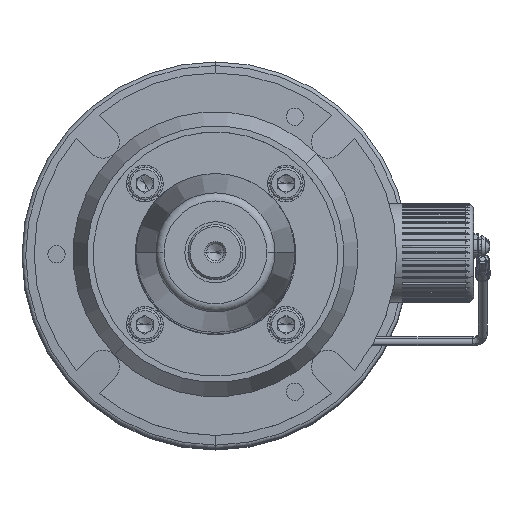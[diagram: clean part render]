
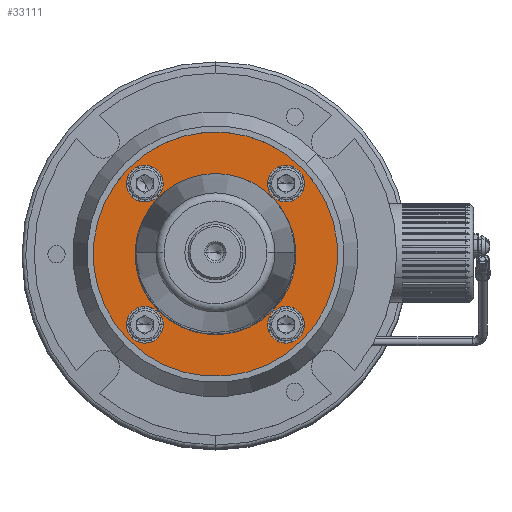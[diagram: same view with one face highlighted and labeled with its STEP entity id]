
A CAD part, top view. The second image highlights one B-rep face of the part: STEP entity #33111.
In plain terms, the highlighted planar face has unit normal (0, 0, 1).
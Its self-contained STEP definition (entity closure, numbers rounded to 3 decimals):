
#592 = FACE_BOUND ( 'NONE', #46083, .T. ) ;
#603 = FACE_BOUND ( 'NONE', #57996, .T. ) ;
#604 = FACE_BOUND ( 'NONE', #58001, .T. ) ;
#610 = FACE_BOUND ( 'NONE', #46088, .T. ) ;
#618 = FACE_OUTER_BOUND ( 'NONE', #57951, .T. ) ;
#627 = FACE_BOUND ( 'NONE', #58045, .T. ) ;
#2747 = ORIENTED_EDGE ( 'NONE', *, *, #18926, .F. ) ;
#12953 = CARTESIAN_POINT ( 'NONE',  ( 0., 0., 123.5 ) ) ;
#12954 = CARTESIAN_POINT ( 'NONE',  ( 34.648, 34.648, 123.5 ) ) ;
#12958 = DIRECTION ( 'NONE',  ( 0., 0., 1. ) ) ;
#12964 = DIRECTION ( 'NONE',  ( 0.707, 0.707, 0. ) ) ;
#12973 = CARTESIAN_POINT ( 'NONE',  ( 34.648, -34.648, 123.5 ) ) ;
#12975 = DIRECTION ( 'NONE',  ( 0., 0., 1. ) ) ;
#12981 = DIRECTION ( 'NONE',  ( 0.707, 0.707, 0. ) ) ;
#12998 = DIRECTION ( 'NONE',  ( 0., 0., 1. ) ) ;
#13018 = DIRECTION ( 'NONE',  ( 0., 0., 1. ) ) ;
#13023 = CARTESIAN_POINT ( 'NONE',  ( -34.648, -34.648, 123.5 ) ) ;
#13024 = DIRECTION ( 'NONE',  ( 0.707, 0.707, 0. ) ) ;
#13036 = DIRECTION ( 'NONE',  ( 0.707, 0.707, 0. ) ) ;
#13049 = CARTESIAN_POINT ( 'NONE',  ( -34.648, 34.648, 123.5 ) ) ;
#13056 = DIRECTION ( 'NONE',  ( 0.707, 0.707, 0. ) ) ;
#13068 = DIRECTION ( 'NONE',  ( 0., 0., 1. ) ) ;
#13098 = CARTESIAN_POINT ( 'NONE',  ( 34.648, 34.648, 123.5 ) ) ;
#13100 = DIRECTION ( 'NONE',  ( 0., 0., 1. ) ) ;
#13102 = DIRECTION ( 'NONE',  ( 0., 0., 1. ) ) ;
#13106 = DIRECTION ( 'NONE',  ( 0.707, 0.707, 0. ) ) ;
#13122 = CARTESIAN_POINT ( 'NONE',  ( 0., 0., 123.5 ) ) ;
#13150 = DIRECTION ( 'NONE',  ( 0.707, 0.707, 0. ) ) ;
#13188 = CARTESIAN_POINT ( 'NONE',  ( 34.648, -34.648, 123.5 ) ) ;
#13199 = DIRECTION ( 'NONE',  ( 0., 0., 1. ) ) ;
#13202 = DIRECTION ( 'NONE',  ( 0.707, 0.707, 0. ) ) ;
#13211 = DIRECTION ( 'NONE',  ( 0., 0., 1. ) ) ;
#13227 = CARTESIAN_POINT ( 'NONE',  ( 0., 0., 123.5 ) ) ;
#13251 = DIRECTION ( 'NONE',  ( 0.707, 0.707, 0. ) ) ;
#13252 = CARTESIAN_POINT ( 'NONE',  ( 0., 0., 123.5 ) ) ;
#13268 = DIRECTION ( 'NONE',  ( 0., 0., 1. ) ) ;
#13275 = DIRECTION ( 'NONE',  ( 0.707, 0.707, 0. ) ) ;
#13304 = CARTESIAN_POINT ( 'NONE',  ( -34.648, -34.648, 123.5 ) ) ;
#13314 = DIRECTION ( 'NONE',  ( 0., 0., 1. ) ) ;
#13316 = DIRECTION ( 'NONE',  ( 0.707, 0.707, 0. ) ) ;
#13330 = DIRECTION ( 'NONE',  ( 0., 0., 1. ) ) ;
#13342 = DIRECTION ( 'NONE',  ( 0.707, 0.707, 0. ) ) ;
#13346 = CARTESIAN_POINT ( 'NONE',  ( -34.648, 34.648, 123.5 ) ) ;
#15175 = PLANE ( 'NONE',  #49491 ) ;
#15176 = CARTESIAN_POINT ( 'NONE',  ( 0., 0., 123.5 ) ) ;
#15181 = DIRECTION ( 'NONE',  ( 0., 0., 1. ) ) ;
#15182 = DIRECTION ( 'NONE',  ( 0.707, 0.707, 0. ) ) ;
#18790 = EDGE_CURVE ( 'NONE', #31075, #31090, #31915, .T. ) ;
#18798 = EDGE_CURVE ( 'NONE', #31084, #31108, #31904, .T. ) ;
#18807 = EDGE_CURVE ( 'NONE', #31088, #31117, #31931, .T. ) ;
#18816 = EDGE_CURVE ( 'NONE', #31098, #31093, #31983, .T. ) ;
#18826 = EDGE_CURVE ( 'NONE', #31107, #31078, #31948, .T. ) ;
#18851 = EDGE_CURVE ( 'NONE', #31090, #31075, #32001, .T. ) ;
#18858 = EDGE_CURVE ( 'NONE', #31108, #31084, #32023, .T. ) ;
#18892 = EDGE_CURVE ( 'NONE', #31117, #31088, #38366, .T. ) ;
#18893 = EDGE_CURVE ( 'NONE', #31085, #31113, #38365, .T. ) ;
#18903 = EDGE_CURVE ( 'NONE', #31113, #31085, #38376, .T. ) ;
#18926 = EDGE_CURVE ( 'NONE', #31093, #31098, #38411, .T. ) ;
#18935 = EDGE_CURVE ( 'NONE', #31078, #31107, #38432, .T. ) ;
#22714 = ORIENTED_EDGE ( 'NONE', *, *, #18858, .F. ) ;
#22729 = ORIENTED_EDGE ( 'NONE', *, *, #18826, .F. ) ;
#22731 = ORIENTED_EDGE ( 'NONE', *, *, #18807, .F. ) ;
#22741 = ORIENTED_EDGE ( 'NONE', *, *, #18816, .F. ) ;
#22768 = ORIENTED_EDGE ( 'NONE', *, *, #18851, .F. ) ;
#22772 = ORIENTED_EDGE ( 'NONE', *, *, #18893, .T. ) ;
#22783 = ORIENTED_EDGE ( 'NONE', *, *, #18892, .F. ) ;
#22805 = ORIENTED_EDGE ( 'NONE', *, *, #18790, .F. ) ;
#22809 = ORIENTED_EDGE ( 'NONE', *, *, #18798, .F. ) ;
#22823 = ORIENTED_EDGE ( 'NONE', *, *, #18903, .T. ) ;
#22887 = ORIENTED_EDGE ( 'NONE', *, *, #18935, .F. ) ;
#31075 = VERTEX_POINT ( 'NONE', #33719 ) ;
#31078 = VERTEX_POINT ( 'NONE', #33699 ) ;
#31084 = VERTEX_POINT ( 'NONE', #33673 ) ;
#31085 = VERTEX_POINT ( 'NONE', #33683 ) ;
#31088 = VERTEX_POINT ( 'NONE', #33689 ) ;
#31090 = VERTEX_POINT ( 'NONE', #33692 ) ;
#31093 = VERTEX_POINT ( 'NONE', #33711 ) ;
#31098 = VERTEX_POINT ( 'NONE', #33696 ) ;
#31107 = VERTEX_POINT ( 'NONE', #33707 ) ;
#31108 = VERTEX_POINT ( 'NONE', #33669 ) ;
#31113 = VERTEX_POINT ( 'NONE', #33703 ) ;
#31117 = VERTEX_POINT ( 'NONE', #33705 ) ;
#31904 = CIRCLE ( 'NONE', #39044, 5.5 ) ;
#31915 = CIRCLE ( 'NONE', #39046, 39.5 ) ;
#31931 = CIRCLE ( 'NONE', #39067, 5.5 ) ;
#31948 = CIRCLE ( 'NONE', #39051, 5.5 ) ;
#31983 = CIRCLE ( 'NONE', #39045, 5.5 ) ;
#32001 = CIRCLE ( 'NONE', #39061, 39.5 ) ;
#32023 = CIRCLE ( 'NONE', #39073, 5.5 ) ;
#33111 = ADVANCED_FACE ( 'NONE', ( #592, #603, #610, #627, #604, #618 ), #15175, .T. ) ;
#33669 = CARTESIAN_POINT ( 'NONE',  ( 38.537, 38.537, 123.5 ) ) ;
#33673 = CARTESIAN_POINT ( 'NONE',  ( 30.759, 30.759, 123.5 ) ) ;
#33683 = CARTESIAN_POINT ( 'NONE',  ( 42.426, 42.426, 123.5 ) ) ;
#33689 = CARTESIAN_POINT ( 'NONE',  ( 30.759, -38.537, 123.5 ) ) ;
#33692 = CARTESIAN_POINT ( 'NONE',  ( 27.931, 27.931, 123.5 ) ) ;
#33696 = CARTESIAN_POINT ( 'NONE',  ( -38.537, -38.537, 123.5 ) ) ;
#33699 = CARTESIAN_POINT ( 'NONE',  ( -30.759, 38.537, 123.5 ) ) ;
#33703 = CARTESIAN_POINT ( 'NONE',  ( -42.426, -42.426, 123.5 ) ) ;
#33705 = CARTESIAN_POINT ( 'NONE',  ( 38.537, -30.759, 123.5 ) ) ;
#33707 = CARTESIAN_POINT ( 'NONE',  ( -38.537, 30.759, 123.5 ) ) ;
#33711 = CARTESIAN_POINT ( 'NONE',  ( -30.759, -30.759, 123.5 ) ) ;
#33719 = CARTESIAN_POINT ( 'NONE',  ( -27.931, -27.931, 123.5 ) ) ;
#38365 = CIRCLE ( 'NONE', #39086, 60. ) ;
#38366 = CIRCLE ( 'NONE', #39134, 5.5 ) ;
#38376 = CIRCLE ( 'NONE', #39092, 60. ) ;
#38411 = CIRCLE ( 'NONE', #39115, 5.5 ) ;
#38432 = CIRCLE ( 'NONE', #39118, 5.5 ) ;
#39044 = AXIS2_PLACEMENT_3D ( 'NONE', #12954, #12975, #12964 ) ;
#39045 = AXIS2_PLACEMENT_3D ( 'NONE', #13023, #12998, #13024 ) ;
#39046 = AXIS2_PLACEMENT_3D ( 'NONE', #12953, #12958, #12981 ) ;
#39051 = AXIS2_PLACEMENT_3D ( 'NONE', #13049, #13068, #13056 ) ;
#39061 = AXIS2_PLACEMENT_3D ( 'NONE', #13122, #13100, #13106 ) ;
#39067 = AXIS2_PLACEMENT_3D ( 'NONE', #12973, #13018, #13036 ) ;
#39073 = AXIS2_PLACEMENT_3D ( 'NONE', #13098, #13102, #13150 ) ;
#39086 = AXIS2_PLACEMENT_3D ( 'NONE', #13227, #13211, #13275 ) ;
#39092 = AXIS2_PLACEMENT_3D ( 'NONE', #13252, #13268, #13251 ) ;
#39115 = AXIS2_PLACEMENT_3D ( 'NONE', #13304, #13314, #13316 ) ;
#39118 = AXIS2_PLACEMENT_3D ( 'NONE', #13346, #13330, #13342 ) ;
#39134 = AXIS2_PLACEMENT_3D ( 'NONE', #13188, #13199, #13202 ) ;
#46083 = EDGE_LOOP ( 'NONE', ( #22805, #22768 ) ) ;
#46088 = EDGE_LOOP ( 'NONE', ( #22731, #22783 ) ) ;
#49491 = AXIS2_PLACEMENT_3D ( 'NONE', #15176, #15181, #15182 ) ;
#57951 = EDGE_LOOP ( 'NONE', ( #22772, #22823 ) ) ;
#57996 = EDGE_LOOP ( 'NONE', ( #22729, #22887 ) ) ;
#58001 = EDGE_LOOP ( 'NONE', ( #22809, #22714 ) ) ;
#58045 = EDGE_LOOP ( 'NONE', ( #22741, #2747 ) ) ;
